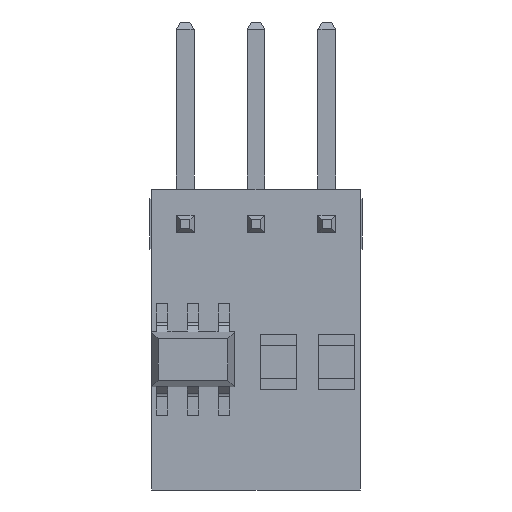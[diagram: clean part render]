
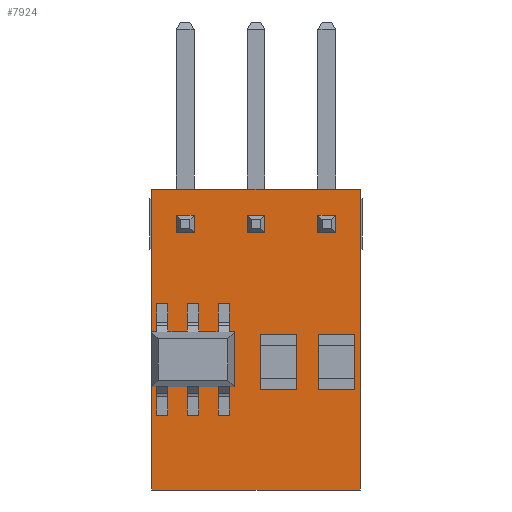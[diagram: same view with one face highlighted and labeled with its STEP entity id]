
A CAD part, front view. The second image highlights one B-rep face of the part: STEP entity #7924.
In plain terms, the highlighted planar face has unit normal (0, -1, 0).
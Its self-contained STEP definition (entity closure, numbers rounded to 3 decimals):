
#39 = LINE ( 'NONE', #1294, #4781 ) ;
#319 = PLANE ( 'NONE',  #8441 ) ;
#416 = CARTESIAN_POINT ( 'NONE',  ( -3.75, 0., -5.4 ) ) ;
#494 = VECTOR ( 'NONE', #1359, 1000. ) ;
#803 = CARTESIAN_POINT ( 'NONE',  ( 3.75, 0., -5.4 ) ) ;
#882 = LINE ( 'NONE', #416, #494 ) ;
#950 = DIRECTION ( 'NONE',  ( 0., 0., -1. ) ) ;
#1294 = CARTESIAN_POINT ( 'NONE',  ( -3.75, 0., 5.4 ) ) ;
#1359 = DIRECTION ( 'NONE',  ( 0., 0., 1. ) ) ;
#1551 = ORIENTED_EDGE ( 'NONE', *, *, #4162, .F. ) ;
#1801 = VERTEX_POINT ( 'NONE', #3710 ) ;
#2076 = EDGE_CURVE ( 'NONE', #3616, #3502, #882, .T. ) ;
#2379 = FACE_OUTER_BOUND ( 'NONE', #8582, .T. ) ;
#2807 = CARTESIAN_POINT ( 'NONE',  ( 0., 0., 0. ) ) ;
#2977 = CARTESIAN_POINT ( 'NONE',  ( -3.75, 0., -5.4 ) ) ;
#3094 = VECTOR ( 'NONE', #950, 1000. ) ;
#3502 = VERTEX_POINT ( 'NONE', #5766 ) ;
#3616 = VERTEX_POINT ( 'NONE', #6629 ) ;
#3688 = VECTOR ( 'NONE', #10439, 1000. ) ;
#3710 = CARTESIAN_POINT ( 'NONE',  ( 3.75, 0., -5.4 ) ) ;
#4162 = EDGE_CURVE ( 'NONE', #7908, #1801, #10507, .T. ) ;
#4454 = CARTESIAN_POINT ( 'NONE',  ( 3.75, 0., 5.4 ) ) ;
#4781 = VECTOR ( 'NONE', #10200, 1000. ) ;
#5766 = CARTESIAN_POINT ( 'NONE',  ( -3.75, 0., 5.4 ) ) ;
#6010 = EDGE_CURVE ( 'NONE', #1801, #3616, #6218, .T. ) ;
#6066 = DIRECTION ( 'NONE',  ( 0., 0., 1. ) ) ;
#6218 = LINE ( 'NONE', #2977, #3688 ) ;
#6629 = CARTESIAN_POINT ( 'NONE',  ( -3.75, 0., -5.4 ) ) ;
#7059 = ORIENTED_EDGE ( 'NONE', *, *, #6010, .F. ) ;
#7166 = ORIENTED_EDGE ( 'NONE', *, *, #2076, .F. ) ;
#7908 = VERTEX_POINT ( 'NONE', #4454 ) ;
#7924 = ADVANCED_FACE ( 'NONE', ( #2379 ), #319, .F. ) ;
#8441 = AXIS2_PLACEMENT_3D ( 'NONE', #2807, #8580, #6066 ) ;
#8580 = DIRECTION ( 'NONE',  ( 0., 1., 0. ) ) ;
#8582 = EDGE_LOOP ( 'NONE', ( #1551, #8607, #7166, #7059 ) ) ;
#8607 = ORIENTED_EDGE ( 'NONE', *, *, #8921, .F. ) ;
#8921 = EDGE_CURVE ( 'NONE', #3502, #7908, #39, .T. ) ;
#10200 = DIRECTION ( 'NONE',  ( 1., 0., 0. ) ) ;
#10439 = DIRECTION ( 'NONE',  ( -1., 0., 0. ) ) ;
#10507 = LINE ( 'NONE', #803, #3094 ) ;
